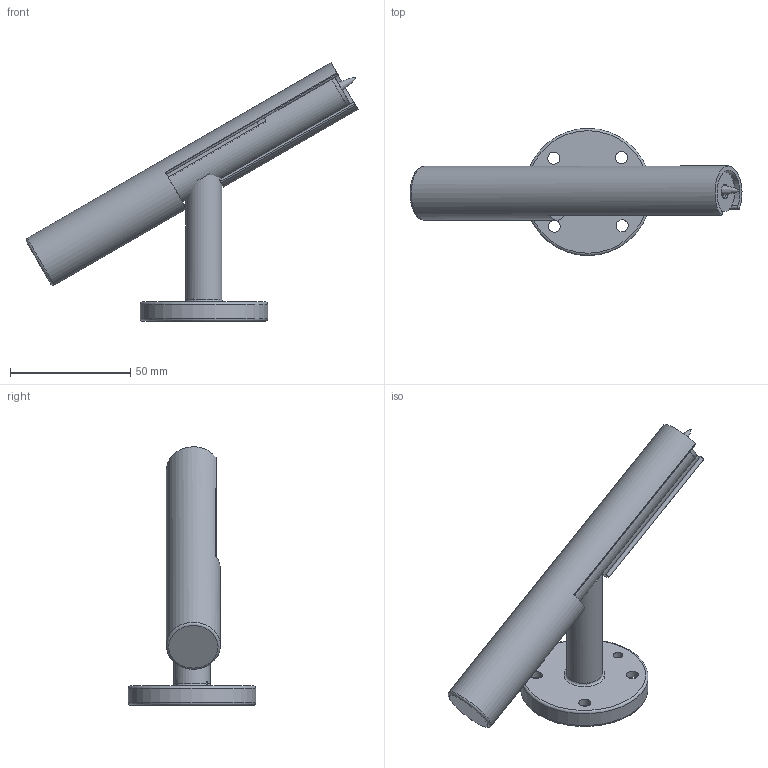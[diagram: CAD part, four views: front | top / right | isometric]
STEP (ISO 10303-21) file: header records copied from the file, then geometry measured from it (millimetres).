
FILE_DESCRIPTION(/* description */ (''),/* implementation_level */ '2;1');
FILE_NAME(/* name */ 'Ensamble final v3.step',/* time_stamp */ '2025-06-12T02:39:16-05:00',/* author */ (''),/* organization */ (''),/* preprocessor_version */ 'ST-DEVELOPER v20.1',/* originating_system */ 'Autodesk Translation Framework v14.10.0.0',/* authorisation */ '');
FILE_SCHEMA (('AUTOMOTIVE_DESIGN { 1 0 10303 214 3 1 1 }'));
Length unit declared in the file: millimetre
Products named in the file (7): Ensamble final; base1; marcador; 94125K631_Compression Springs; basemarcador2; resorte; 94125K631_Compression Springs_1
Assembly tree (6 placements, depth 3):
  Ensamble final
    base1
    marcador
    94125K631_Compression Springs
    basemarcador2
    resorte
      94125K631_Compression Springs_1
Bounding box: 138.18 x 53 x 107.54 mm (x, y, z)
Volume: 46237.3 mm3; surface area: 44004.3 mm2
Topology: 6 solids, 6 shells, 82 faces, 180 edges, 116 vertices
Faces by surface type: plane 36, cylinder 25, bspline 15, torus 5, cone 1
Full cylindrical faces by diameter (mm): 4 x1, 5.035 x4, 6 x2, 10 x1, 11 x1, 12 x1, 13.256 x1, 15 x1, 16.256 x1, 16.5 x1, 19 x1, 22.5 x1, 25 x1, 50 x1, 53 x1
Entity records: 9064 total; most frequent: CARTESIAN_POINT 7062, DIRECTION 412, ORIENTED_EDGE 358, EDGE_CURVE 179, AXIS2_PLACEMENT_3D 178, VERTEX_POINT 116, EDGE_LOOP 101, FACE_OUTER_BOUND 82
